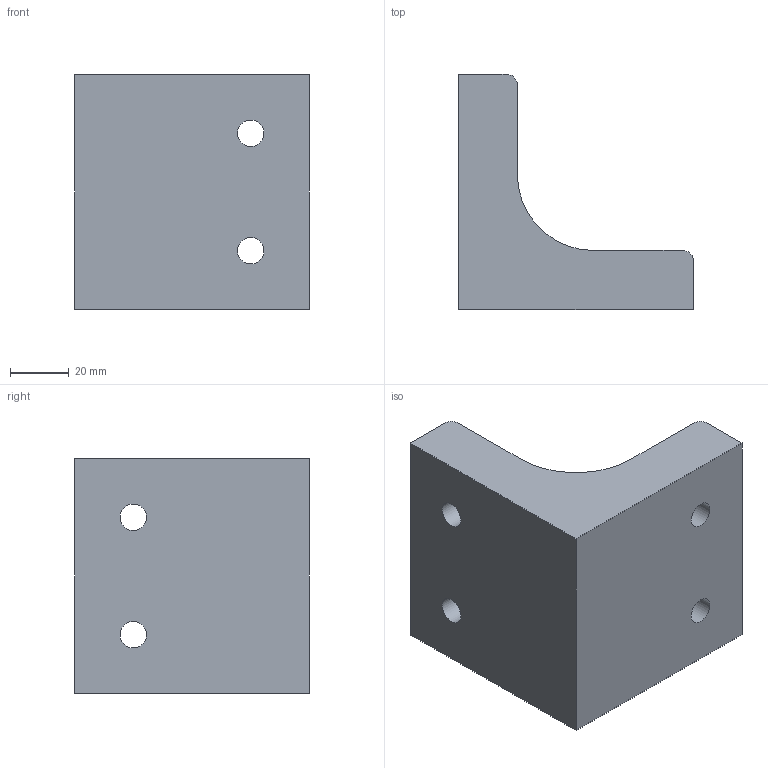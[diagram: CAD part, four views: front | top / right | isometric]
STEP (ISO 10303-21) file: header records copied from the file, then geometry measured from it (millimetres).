
FILE_DESCRIPTION(/* description */ ('Befestigungswinkel 80 x 80'),/* implementation_level */ '2;1');
FILE_NAME(/* name */ 'SZ0985N-A.stp',/* time_stamp */ '2015-11-19T15:36:08+01:00',/* author */ ('Marina Kaa'),/* organization */ (''),/* preprocessor_version */ 'ST-DEVELOPER v15.6',/* originating_system */ 'Autodesk Inventor 2015',/* authorisation */ '');
FILE_SCHEMA (('AUTOMOTIVE_DESIGN { 1 0 10303 214 3 1 1 }'));
Length unit declared in the file: millimetre
Products named in the file (1): SZ0985N-A
Bounding box: 80 x 80 x 80 mm (x, y, z)
Volume: 226024.2 mm3; surface area: 32778.1 mm2
Topology: 1 solids, 1 shells, 23 faces, 51 edges, 34 vertices
Faces by surface type: plane 12, cylinder 11
Full cylindrical faces by diameter (mm): 9 x4, 15 x4
Entity records: 647 total; most frequent: DIRECTION 113, CARTESIAN_POINT 101, ORIENTED_EDGE 86, AXIS2_PLACEMENT_3D 46, EDGE_LOOP 43, EDGE_CURVE 43, VERTEX_POINT 34, FACE_OUTER_BOUND 23
